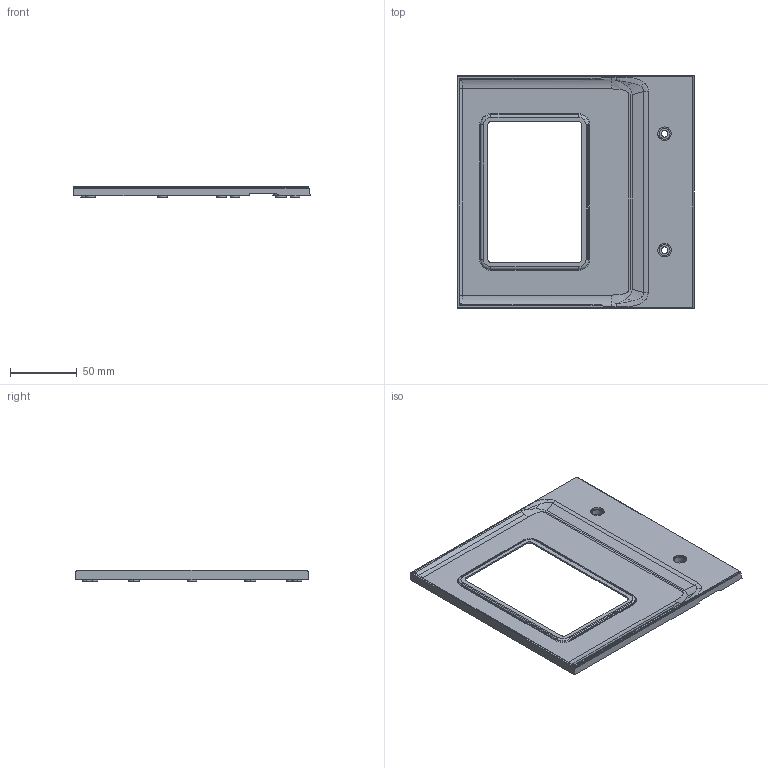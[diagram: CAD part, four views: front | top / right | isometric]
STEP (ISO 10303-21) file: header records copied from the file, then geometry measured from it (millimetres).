
FILE_DESCRIPTION(('CATIA V5 STEP'),'2;1');
FILE_NAME('34-3704-301-10_Dichtrahmen_Mono_2.stp','2014-02-07T14:01:59+00:00',('none'),('none'),'CATIA Version 5 Release 19 SP 9 (IN-10)','CATIA V5 STEP AP203','none');
FILE_SCHEMA(('CONFIG_CONTROL_DESIGN'));
Products named in the file (1): 34-3704-301-10_Dichtrahmen_Mono
Bounding box: 176.8 x 174 x 8.7 mm (x, y, z)
Volume: 67548.4 mm3; surface area: 73017.8 mm2
Topology: 1 solids, 1 shells, 1592 faces, 4664 edges, 3192 vertices
Faces by surface type: plane 942, bspline 296, cylinder 269, cone 77, torus 8
Entity records: 56880 total; most frequent: CARTESIAN_POINT 18288, ORIENTED_EDGE 9316, DIRECTION 5695, EDGE_CURVE 4658, VERTEX_POINT 3192, VECTOR 2721, LINE 2721, EDGE_LOOP 1722
